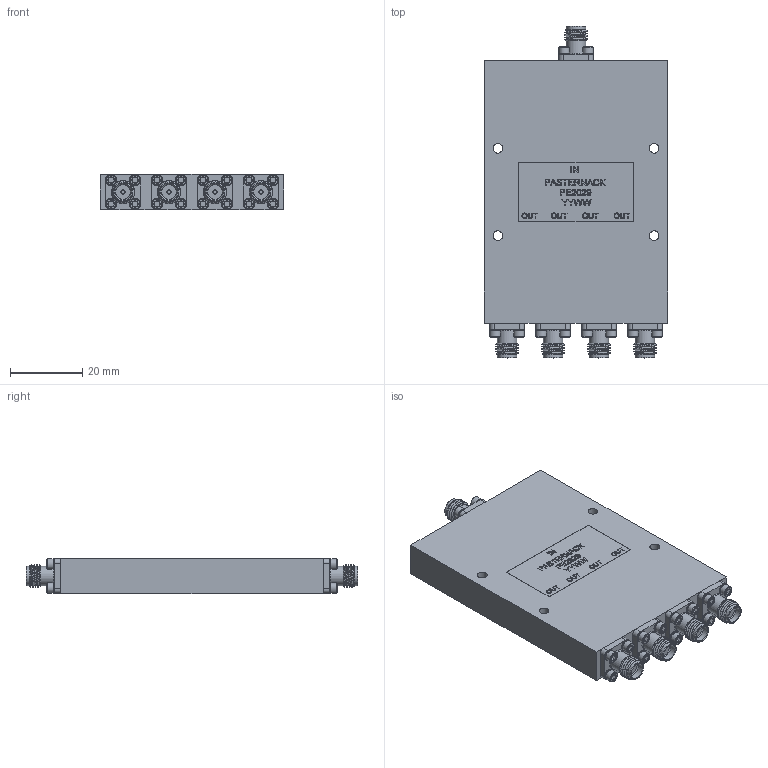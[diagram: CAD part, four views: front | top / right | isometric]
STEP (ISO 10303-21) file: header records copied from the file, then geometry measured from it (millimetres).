
FILE_DESCRIPTION (( 'STEP AP203' ), '1' );
FILE_NAME ('PE2029_3D.step', '2020-08-12T15:12:38', ( '' ), ( '' ), 'SwSTEP 2.0', 'SolidWorks 2018', '' );
FILE_SCHEMA (( 'CONFIG_CONTROL_DESIGN' ));
Products named in the file (1): PE2029_3D
Bounding box: 50.8 x 91.69 x 9.72 mm (x, y, z)
Volume: 36974.9 mm3; surface area: 12912 mm2
Topology: 1 solids, 31 shells, 1220 faces, 2777 edges, 1737 vertices
Faces by surface type: plane 648, bspline 206, cone 190, cylinder 171, torus 5
Full cylindrical faces by diameter (mm): 0.508 x2, 0.914 x5, 1.016 x5, 1.168 x5, 1.27 x5, 2.578 x20, 2.667 x4, 2.926 x20, 3.085 x20, 4.521 x5, 5.08 x5, 5.334 x10
Entity records: 63377 total; most frequent: CARTESIAN_POINT 38758, ORIENTED_EDGE 5048, DIRECTION 4459, EDGE_CURVE 2524, VERTEX_POINT 1655, AXIS2_PLACEMENT_3D 1612, EDGE_LOOP 1567, FACE_OUTER_BOUND 1331
